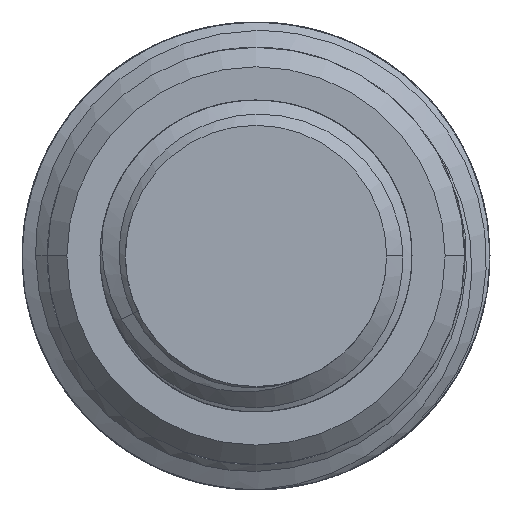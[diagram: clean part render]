
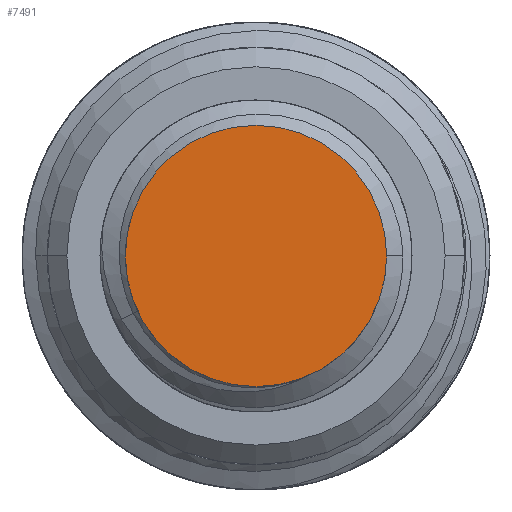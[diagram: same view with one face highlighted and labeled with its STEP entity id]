
A CAD part, front view. The second image highlights one B-rep face of the part: STEP entity #7491.
In plain terms, the highlighted planar face has unit normal (0, -1, 0).
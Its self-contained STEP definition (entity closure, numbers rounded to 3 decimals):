
#1=CARTESIAN_POINT('',(0.,0.,0.));
#2=DIRECTION('',(0.,1.,0.));
#3=DIRECTION('',(-1.,0.,0.));
#4=AXIS2_PLACEMENT_3D('',#1,#2,#3);
#6=CARTESIAN_POINT('',(0.,0.,0.));
#7=DIRECTION('',(0.,1.,0.));
#8=DIRECTION('',(1.,0.,0.));
#9=AXIS2_PLACEMENT_3D('',#6,#7,#8);
#6946=CARTESIAN_POINT('',(-3.35,0.,0.));
#6947=CARTESIAN_POINT('',(3.35,0.,0.));
#6948=VERTEX_POINT('',#6946);
#6949=VERTEX_POINT('',#6947);
#7480=CARTESIAN_POINT('',(0.,0.,0.));
#7481=DIRECTION('',(0.,-1.,0.));
#7482=DIRECTION('',(-1.,0.,0.));
#7483=AXIS2_PLACEMENT_3D('',#7480,#7481,#7482);
#7484=PLANE('',#7483);
#7486=ORIENTED_EDGE('',*,*,#7485,.T.);
#7488=ORIENTED_EDGE('',*,*,#7487,.T.);
#7489=EDGE_LOOP('',(#7486,#7488));
#7490=FACE_OUTER_BOUND('',#7489,.F.);
#7491=ADVANCED_FACE('',(#7490),#7484,.T.);
#5=CIRCLE('',#4,3.35);
#10=CIRCLE('',#9,3.35);
#7485=EDGE_CURVE('',#6948,#6949,#5,.T.);
#7487=EDGE_CURVE('',#6949,#6948,#10,.T.);
